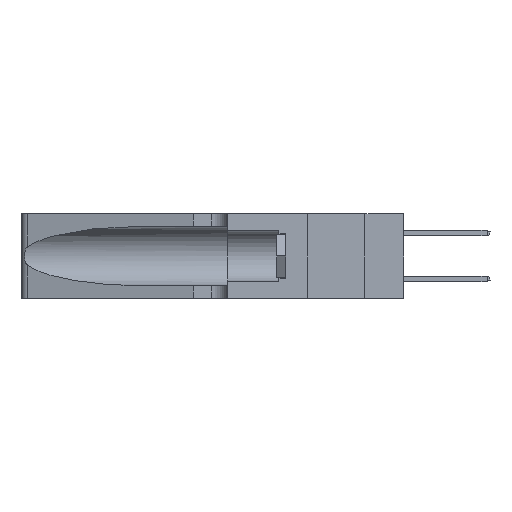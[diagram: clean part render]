
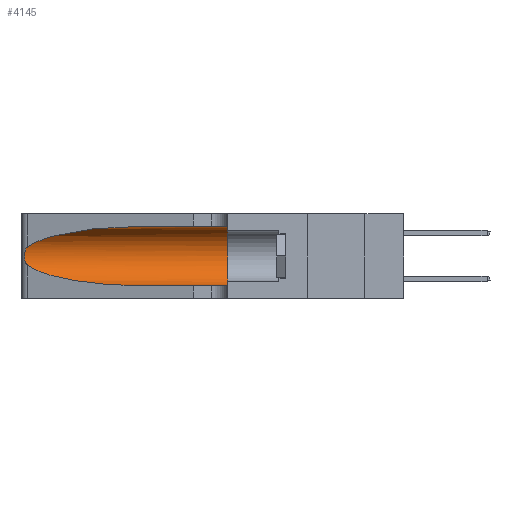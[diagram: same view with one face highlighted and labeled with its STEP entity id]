
A CAD part, left-side view. The second image highlights one B-rep face of the part: STEP entity #4145.
In plain terms, the highlighted cylindrical face has radius 3.308 mm (diameter 6.617 mm), a partial arc.
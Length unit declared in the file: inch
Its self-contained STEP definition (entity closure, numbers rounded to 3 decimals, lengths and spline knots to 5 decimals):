
#687 = CYLINDRICAL_SURFACE ( 'NONE', #1353, 0.13025 ) ;
#1177 = DIRECTION ( 'NONE',  ( 0., -1., 0. ) ) ;
#1268 = EDGE_CURVE ( 'NONE', #37120, #18262, #3287, .T. ) ;
#1353 = AXIS2_PLACEMENT_3D ( 'NONE', #34239, #34643, #20263 ) ;
#1388 = ORIENTED_EDGE ( 'NONE', *, *, #34864, .T. ) ;
#1770 = CARTESIAN_POINT ( 'NONE',  ( 0.25856, 1.23593, 0.16098 ) ) ;
#1913 = VERTEX_POINT ( 'NONE', #16544 ) ;
#2043 = CARTESIAN_POINT ( 'NONE',  ( 0.25854, 1.2359, 0.20912 ) ) ;
#2120 = EDGE_CURVE ( 'NONE', #1913, #18688, #11985, .T. ) ;
#2172 = CARTESIAN_POINT ( 'NONE',  ( 0.26017, 1.23833, 0.17102 ) ) ;
#3023 = DIRECTION ( 'NONE',  ( 0., 1., 0. ) ) ;
#3287 =( BOUNDED_CURVE ( )  B_SPLINE_CURVE ( 3, ( #22454, #4170, #37896, #15970 ),
 .UNSPECIFIED., .F., .T. ) 
 B_SPLINE_CURVE_WITH_KNOTS ( ( 4, 4 ),
 ( 3.44316, 4.71239 ),
 .UNSPECIFIED. ) 
 CURVE ( )  GEOMETRIC_REPRESENTATION_ITEM ( )  RATIONAL_B_SPLINE_CURVE ( ( 1., 0.87, 0.87, 1. ) ) 
 REPRESENTATION_ITEM ( '' )  );
#4145 = ADVANCED_FACE ( 'NONE', ( #38756 ), #687, .F. ) ;
#4170 = CARTESIAN_POINT ( 'NONE',  ( 0.2373, 1.15595, 0.08982 ) ) ;
#5426 = CARTESIAN_POINT ( 'NONE',  ( 0.25487, 1.22718, 0.22369 ) ) ;
#5876 = VERTEX_POINT ( 'NONE', #16627 ) ;
#6333 = ORIENTED_EDGE ( 'NONE', *, *, #2120, .F. ) ;
#6488 = CARTESIAN_POINT ( 'NONE',  ( 0.2373, 1.15595, 0.28018 ) ) ;
#7261 = DIRECTION ( 'NONE',  ( 0., -1., 0. ) ) ;
#8726 = EDGE_CURVE ( 'NONE', #16209, #1913, #13555, .T. ) ;
#9712 = B_SPLINE_CURVE_WITH_KNOTS ( 'NONE', 3,
 ( #5426, #35639, #11495, #33075, #2043, #11217, #11347, #36057, #2172, #1770, #17627, #23568, #32794, #26911 ),
 .UNSPECIFIED., .F., .F.,
 ( 4, 2, 2, 2, 2, 2, 4 ),
 ( 0., 0.00027, 0.00053, 0.00107, 0.0016, 0.00187, 0.00214 ),
 .UNSPECIFIED. ) ;
#10042 = EDGE_LOOP ( 'NONE', ( #15139, #28682, #18044, #1388, #6333, #10137 ) ) ;
#10137 = ORIENTED_EDGE ( 'NONE', *, *, #8726, .F. ) ;
#10173 = VECTOR ( 'NONE', #7261, 39.37008 ) ;
#11217 = CARTESIAN_POINT ( 'NONE',  ( 0.26018, 1.23835, 0.19895 ) ) ;
#11347 = CARTESIAN_POINT ( 'NONE',  ( 0.26075, 1.23896, 0.19203 ) ) ;
#11495 = CARTESIAN_POINT ( 'NONE',  ( 0.25639, 1.23184, 0.21858 ) ) ;
#11985 = CIRCLE ( 'NONE', #20586, 0.13025 ) ;
#12822 = EDGE_CURVE ( 'NONE', #16209, #5876, #23510, .T. ) ;
#13555 = LINE ( 'NONE', #20013, #34167 ) ;
#15139 = ORIENTED_EDGE ( 'NONE', *, *, #12822, .T. ) ;
#15970 = CARTESIAN_POINT ( 'NONE',  ( 0.1305, 0.72297, 0.05475 ) ) ;
#16209 = VERTEX_POINT ( 'NONE', #30200 ) ;
#16544 = CARTESIAN_POINT ( 'NONE',  ( 0.1305, 0.35, 0.31525 ) ) ;
#16627 = CARTESIAN_POINT ( 'NONE',  ( 0.25487, 1.22718, 0.22369 ) ) ;
#17627 = CARTESIAN_POINT ( 'NONE',  ( 0.25789, 1.23486, 0.15765 ) ) ;
#18044 = ORIENTED_EDGE ( 'NONE', *, *, #1268, .T. ) ;
#18262 = VERTEX_POINT ( 'NONE', #22931 ) ;
#18688 = VERTEX_POINT ( 'NONE', #23593 ) ;
#20013 = CARTESIAN_POINT ( 'NONE',  ( 0.1305, 1.61858, 0.31525 ) ) ;
#20263 = DIRECTION ( 'NONE',  ( 0., 0., -1. ) ) ;
#20586 = AXIS2_PLACEMENT_3D ( 'NONE', #32024, #3023, #28897 ) ;
#20671 = CARTESIAN_POINT ( 'NONE',  ( 0.25487, 1.22718, 0.14631 ) ) ;
#22454 = CARTESIAN_POINT ( 'NONE',  ( 0.25487, 1.22718, 0.14631 ) ) ;
#22931 = CARTESIAN_POINT ( 'NONE',  ( 0.1305, 0.72297, 0.05475 ) ) ;
#23510 =( BOUNDED_CURVE ( )  B_SPLINE_CURVE ( 3, ( #30135, #36356, #6488, #28362 ),
 .UNSPECIFIED., .F., .T. ) 
 B_SPLINE_CURVE_WITH_KNOTS ( ( 4, 4 ),
 ( 1.5708, 2.84003 ),
 .UNSPECIFIED. ) 
 CURVE ( )  GEOMETRIC_REPRESENTATION_ITEM ( )  RATIONAL_B_SPLINE_CURVE ( ( 1., 0.87, 0.87, 1. ) ) 
 REPRESENTATION_ITEM ( '' )  );
#23568 = CARTESIAN_POINT ( 'NONE',  ( 0.25639, 1.23186, 0.15144 ) ) ;
#23593 = CARTESIAN_POINT ( 'NONE',  ( 0.1305, 0.35, 0.05475 ) ) ;
#26911 = CARTESIAN_POINT ( 'NONE',  ( 0.25487, 1.22718, 0.14631 ) ) ;
#27474 = LINE ( 'NONE', #37898, #10173 ) ;
#28362 = CARTESIAN_POINT ( 'NONE',  ( 0.25487, 1.22718, 0.22369 ) ) ;
#28682 = ORIENTED_EDGE ( 'NONE', *, *, #30222, .T. ) ;
#28897 = DIRECTION ( 'NONE',  ( 0., 0., 1. ) ) ;
#30135 = CARTESIAN_POINT ( 'NONE',  ( 0.1305, 0.72297, 0.31525 ) ) ;
#30200 = CARTESIAN_POINT ( 'NONE',  ( 0.1305, 0.72297, 0.31525 ) ) ;
#30222 = EDGE_CURVE ( 'NONE', #5876, #37120, #9712, .T. ) ;
#32024 = CARTESIAN_POINT ( 'NONE',  ( 0.1305, 0.35, 0.185 ) ) ;
#32794 = CARTESIAN_POINT ( 'NONE',  ( 0.25555, 1.22993, 0.14849 ) ) ;
#33075 = CARTESIAN_POINT ( 'NONE',  ( 0.25787, 1.23484, 0.2124 ) ) ;
#34167 = VECTOR ( 'NONE', #1177, 39.37008 ) ;
#34239 = CARTESIAN_POINT ( 'NONE',  ( 0.1305, 1.61858, 0.185 ) ) ;
#34643 = DIRECTION ( 'NONE',  ( 0., -1., 0. ) ) ;
#34864 = EDGE_CURVE ( 'NONE', #18262, #18688, #27474, .T. ) ;
#35639 = CARTESIAN_POINT ( 'NONE',  ( 0.25555, 1.22994, 0.2215 ) ) ;
#36057 = CARTESIAN_POINT ( 'NONE',  ( 0.26075, 1.23896, 0.178 ) ) ;
#36356 = CARTESIAN_POINT ( 'NONE',  ( 0.18966, 0.96281, 0.31525 ) ) ;
#37120 = VERTEX_POINT ( 'NONE', #20671 ) ;
#37896 = CARTESIAN_POINT ( 'NONE',  ( 0.18966, 0.96281, 0.05475 ) ) ;
#37898 = CARTESIAN_POINT ( 'NONE',  ( 0.1305, 1.61858, 0.05475 ) ) ;
#38756 = FACE_OUTER_BOUND ( 'NONE', #10042, .T. ) ;
